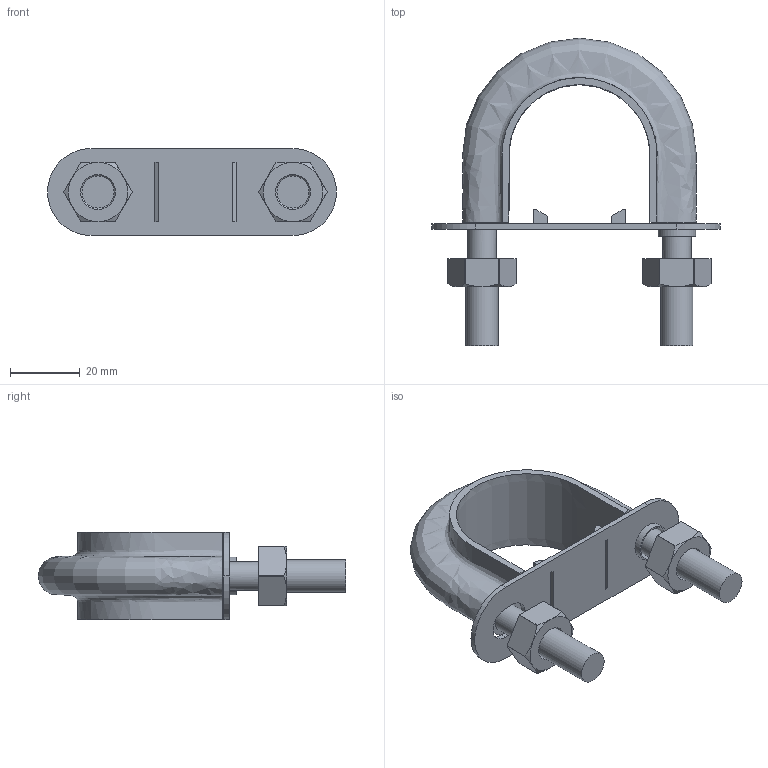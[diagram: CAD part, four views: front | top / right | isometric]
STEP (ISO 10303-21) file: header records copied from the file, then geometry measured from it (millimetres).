
FILE_DESCRIPTION( ( 'STEP AP203' ), '1' );
FILE_NAME( 'TP30.step', '2022-07-14T06:30:21', ( ' ' ), ( ' ' ), 'XStep 1.0', ' ', ' ' );
FILE_SCHEMA( ( 'CONFIG_CONTROL_DESIGN' ) );
Length unit declared in the file: millimetre
Products named in the file (5): 1; 2; 3; 4; 5
Bounding box: 83 x 88.35 x 25 mm (x, y, z)
Volume: 30209.2 mm3; surface area: 23709.6 mm2
Topology: 5 solids, 5 shells, 113 faces, 256 edges, 160 vertices
Faces by surface type: plane 67, cylinder 26, cone 16, bspline 3, extrusion 1
Full cylindrical faces by diameter (mm): 8.2 x2, 8.376 x2, 9.2 x2, 10 x1, 10.8 x1
Entity records: 4393 total; most frequent: CARTESIAN_POINT 1724, DIRECTION 503, ORIENTED_EDGE 480, EDGE_CURVE 240, AXIS2_PLACEMENT_3D 194, VERTEX_POINT 158, EDGE_LOOP 144, FACE_OUTER_BOUND 123
